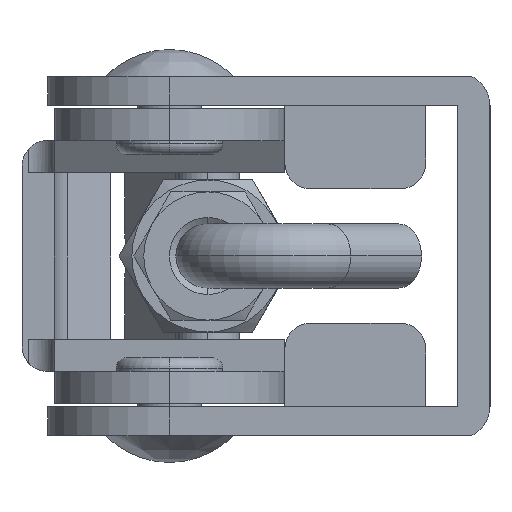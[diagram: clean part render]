
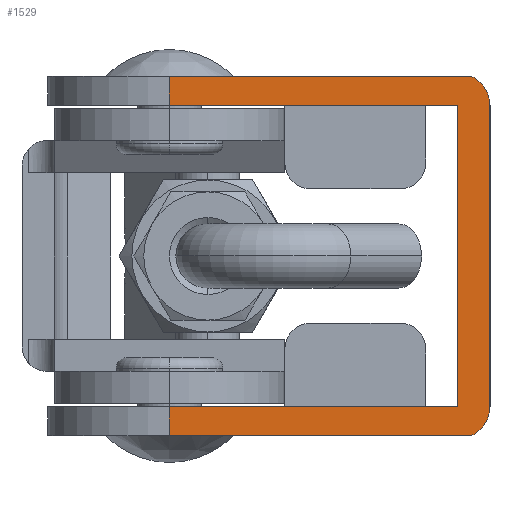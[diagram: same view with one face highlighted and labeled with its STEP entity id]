
A CAD part, left-side view. The second image highlights one B-rep face of the part: STEP entity #1529.
In plain terms, the highlighted planar face has unit normal (-1, 0, 0).
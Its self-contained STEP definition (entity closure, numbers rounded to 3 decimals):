
#17 = CARTESIAN_POINT ( 'NONE',  ( -17.5, 2.51, 11.74 ) ) ;
#155 = VECTOR ( 'NONE', #1373, 1000. ) ;
#295 = DIRECTION ( 'NONE',  ( 1., 0., 0. ) ) ;
#300 = LINE ( 'NONE', #842, #155 ) ;
#320 = VERTEX_POINT ( 'NONE', #4556 ) ;
#386 = CARTESIAN_POINT ( 'NONE',  ( -17.5, 0., 0. ) ) ;
#439 = ORIENTED_EDGE ( 'NONE', *, *, #2306, .F. ) ;
#546 = VERTEX_POINT ( 'NONE', #6645 ) ;
#624 = VERTEX_POINT ( 'NONE', #4703 ) ;
#689 = CARTESIAN_POINT ( 'NONE',  ( -17.5, 1.418, 14. ) ) ;
#716 = AXIS2_PLACEMENT_3D ( 'NONE', #3050, #6632, #3569 ) ;
#741 = VECTOR ( 'NONE', #3196, 1000. ) ;
#810 = CARTESIAN_POINT ( 'NONE',  ( -17.5, 2.5, -11.74 ) ) ;
#842 = CARTESIAN_POINT ( 'NONE',  ( -17.5, 18.601, 11.75 ) ) ;
#892 = CARTESIAN_POINT ( 'NONE',  ( -17.5, 18.601, -11.75 ) ) ;
#973 = ORIENTED_EDGE ( 'NONE', *, *, #1130, .T. ) ;
#1130 = EDGE_CURVE ( 'NONE', #5938, #2450, #2439, .T. ) ;
#1258 = LINE ( 'NONE', #2539, #3858 ) ;
#1373 = DIRECTION ( 'NONE',  ( 0., 1., 0. ) ) ;
#1395 = ORIENTED_EDGE ( 'NONE', *, *, #5618, .F. ) ;
#1454 = CARTESIAN_POINT ( 'NONE',  ( -17.5, 25., 11.75 ) ) ;
#1468 = AXIS2_PLACEMENT_3D ( 'NONE', #2359, #2571, #2522 ) ;
#1509 = VERTEX_POINT ( 'NONE', #810 ) ;
#1529 = ADVANCED_FACE ( 'NONE', ( #5434 ), #1858, .T. ) ;
#1567 = ORIENTED_EDGE ( 'NONE', *, *, #3362, .F. ) ;
#1675 = AXIS2_PLACEMENT_3D ( 'NONE', #4926, #1836, #5436 ) ;
#1804 = LINE ( 'NONE', #3887, #6638 ) ;
#1836 = DIRECTION ( 'NONE',  ( -1., 0., 0. ) ) ;
#1858 = PLANE ( 'NONE',  #1468 ) ;
#1878 = CARTESIAN_POINT ( 'NONE',  ( -17.5, 0., 11.74 ) ) ;
#2004 = EDGE_CURVE ( 'NONE', #2039, #6477, #1804, .T. ) ;
#2039 = VERTEX_POINT ( 'NONE', #2844 ) ;
#2099 = ORIENTED_EDGE ( 'NONE', *, *, #5265, .F. ) ;
#2306 = EDGE_CURVE ( 'NONE', #546, #5457, #6552, .T. ) ;
#2325 = EDGE_CURVE ( 'NONE', #2039, #2450, #4876, .T. ) ;
#2359 = CARTESIAN_POINT ( 'NONE',  ( -17.5, 2.51, -14.25 ) ) ;
#2439 = CIRCLE ( 'NONE', #2780, 2.51 ) ;
#2450 = VERTEX_POINT ( 'NONE', #689 ) ;
#2490 = ORIENTED_EDGE ( 'NONE', *, *, #2325, .F. ) ;
#2522 = DIRECTION ( 'NONE',  ( 0., 0., 1. ) ) ;
#2539 = CARTESIAN_POINT ( 'NONE',  ( -17.5, 2.5, 0. ) ) ;
#2569 = VERTEX_POINT ( 'NONE', #2845 ) ;
#2571 = DIRECTION ( 'NONE',  ( -1., 0., 0. ) ) ;
#2625 = DIRECTION ( 'NONE',  ( 0., 1., 0. ) ) ;
#2643 = CARTESIAN_POINT ( 'NONE',  ( -17.5, 38.351, -14. ) ) ;
#2780 = AXIS2_PLACEMENT_3D ( 'NONE', #17, #4400, #4319 ) ;
#2788 = VERTEX_POINT ( 'NONE', #5848 ) ;
#2844 = CARTESIAN_POINT ( 'NONE',  ( -17.5, 25., 14. ) ) ;
#2845 = CARTESIAN_POINT ( 'NONE',  ( -17.5, 0., -11.74 ) ) ;
#2874 = EDGE_CURVE ( 'NONE', #546, #2569, #4214, .T. ) ;
#2898 = CARTESIAN_POINT ( 'NONE',  ( -17.5, 25., -11.75 ) ) ;
#2937 = DIRECTION ( 'NONE',  ( 0., 0., -1. ) ) ;
#3050 = CARTESIAN_POINT ( 'NONE',  ( -17.5, 2.51, 11.74 ) ) ;
#3196 = DIRECTION ( 'NONE',  ( 0., -1., 0. ) ) ;
#3297 = LINE ( 'NONE', #5507, #5850 ) ;
#3310 = CIRCLE ( 'NONE', #716, 0.01 ) ;
#3319 = EDGE_CURVE ( 'NONE', #320, #2788, #3310, .T. ) ;
#3362 = EDGE_CURVE ( 'NONE', #1509, #2788, #1258, .T. ) ;
#3416 = CARTESIAN_POINT ( 'NONE',  ( -17.5, 2.51, -11.74 ) ) ;
#3510 = DIRECTION ( 'NONE',  ( 0., 0., 1. ) ) ;
#3535 = DIRECTION ( 'NONE',  ( 0., -1., 0. ) ) ;
#3569 = DIRECTION ( 'NONE',  ( 0., 0., -1. ) ) ;
#3611 = CIRCLE ( 'NONE', #3820, 0.01 ) ;
#3805 = LINE ( 'NONE', #386, #6366 ) ;
#3820 = AXIS2_PLACEMENT_3D ( 'NONE', #3416, #295, #3934 ) ;
#3858 = VECTOR ( 'NONE', #5614, 1000. ) ;
#3887 = CARTESIAN_POINT ( 'NONE',  ( -17.5, 25., 13. ) ) ;
#3934 = DIRECTION ( 'NONE',  ( 0., 0., -1. ) ) ;
#4020 = EDGE_CURVE ( 'NONE', #1509, #624, #3611, .T. ) ;
#4101 = EDGE_CURVE ( 'NONE', #6358, #5457, #3297, .T. ) ;
#4173 = CARTESIAN_POINT ( 'NONE',  ( -17.5, 25., -14. ) ) ;
#4214 = CIRCLE ( 'NONE', #1675, 2.51 ) ;
#4319 = DIRECTION ( 'NONE',  ( 0., 0., -1. ) ) ;
#4398 = DIRECTION ( 'NONE',  ( 0., 0., -1. ) ) ;
#4400 = DIRECTION ( 'NONE',  ( -1., 0., 0. ) ) ;
#4517 = VECTOR ( 'NONE', #3535, 1000. ) ;
#4556 = CARTESIAN_POINT ( 'NONE',  ( -17.5, 2.51, 11.75 ) ) ;
#4703 = CARTESIAN_POINT ( 'NONE',  ( -17.5, 2.51, -11.75 ) ) ;
#4876 = LINE ( 'NONE', #6270, #741 ) ;
#4926 = CARTESIAN_POINT ( 'NONE',  ( -17.5, 2.51, -11.74 ) ) ;
#4978 = ORIENTED_EDGE ( 'NONE', *, *, #4101, .T. ) ;
#5056 = ORIENTED_EDGE ( 'NONE', *, *, #3319, .T. ) ;
#5265 = EDGE_CURVE ( 'NONE', #6358, #624, #5880, .T. ) ;
#5344 = VECTOR ( 'NONE', #2625, 1000. ) ;
#5434 = FACE_OUTER_BOUND ( 'NONE', #6384, .T. ) ;
#5436 = DIRECTION ( 'NONE',  ( 0., 0., -1. ) ) ;
#5457 = VERTEX_POINT ( 'NONE', #4173 ) ;
#5507 = CARTESIAN_POINT ( 'NONE',  ( -17.5, 25., -13. ) ) ;
#5614 = DIRECTION ( 'NONE',  ( 0., 0., 1. ) ) ;
#5618 = EDGE_CURVE ( 'NONE', #320, #6477, #300, .T. ) ;
#5697 = ORIENTED_EDGE ( 'NONE', *, *, #2004, .T. ) ;
#5706 = EDGE_CURVE ( 'NONE', #2569, #5938, #3805, .T. ) ;
#5848 = CARTESIAN_POINT ( 'NONE',  ( -17.5, 2.5, 11.74 ) ) ;
#5850 = VECTOR ( 'NONE', #2937, 1000. ) ;
#5880 = LINE ( 'NONE', #892, #4517 ) ;
#5938 = VERTEX_POINT ( 'NONE', #1878 ) ;
#6116 = ORIENTED_EDGE ( 'NONE', *, *, #5706, .T. ) ;
#6172 = ORIENTED_EDGE ( 'NONE', *, *, #4020, .T. ) ;
#6270 = CARTESIAN_POINT ( 'NONE',  ( -17.5, 38.351, 14. ) ) ;
#6358 = VERTEX_POINT ( 'NONE', #2898 ) ;
#6366 = VECTOR ( 'NONE', #3510, 1000. ) ;
#6384 = EDGE_LOOP ( 'NONE', ( #2490, #5697, #1395, #5056, #1567, #6172, #2099, #4978, #439, #6588, #6116, #973 ) ) ;
#6477 = VERTEX_POINT ( 'NONE', #1454 ) ;
#6552 = LINE ( 'NONE', #2643, #5344 ) ;
#6588 = ORIENTED_EDGE ( 'NONE', *, *, #2874, .T. ) ;
#6632 = DIRECTION ( 'NONE',  ( 1., 0., 0. ) ) ;
#6638 = VECTOR ( 'NONE', #4398, 1000. ) ;
#6645 = CARTESIAN_POINT ( 'NONE',  ( -17.5, 1.418, -14. ) ) ;
